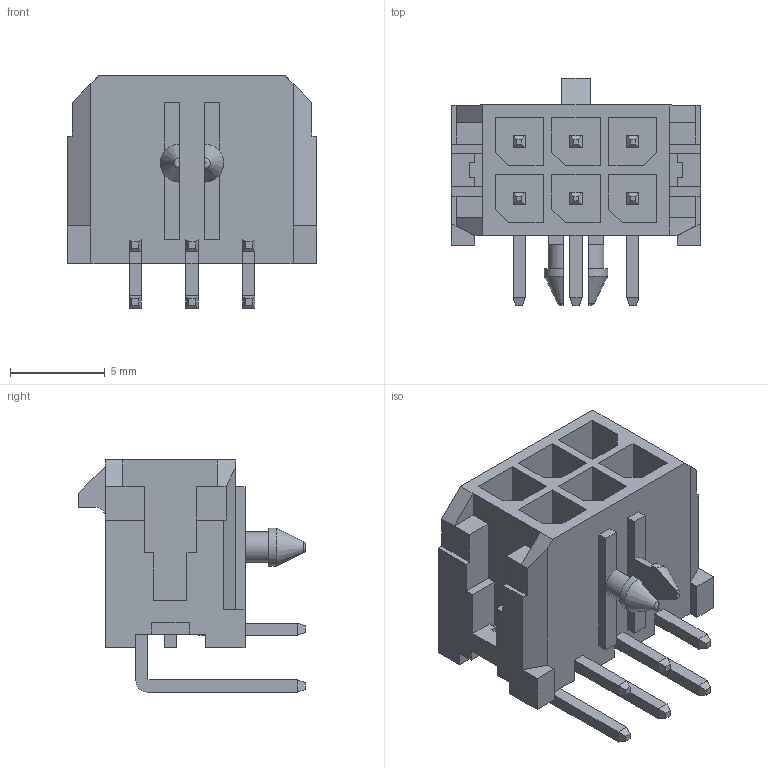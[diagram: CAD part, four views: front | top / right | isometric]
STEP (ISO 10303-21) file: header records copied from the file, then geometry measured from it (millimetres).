
FILE_DESCRIPTION (( 'STEP AP214' ), '1' );
FILE_NAME ('MicroFit-2x3R-molex43045-0600.STEP', '2019-12-27T11:14:20', ( 'Elessar' ), ( '' ), 'SwSTEP 2.0', 'SolidWorks 2018', '' );
FILE_SCHEMA (( 'AUTOMOTIVE_DESIGN' ));
Length unit declared in the file: millimetre
Products named in the file (1): MicroFit-2x3R-molex43045-0600
Bounding box: 13.15 x 11.95 x 12.24 mm (x, y, z)
Volume: 564.5 mm3; surface area: 1270.3 mm2
Topology: 1 solids, 1 shells, 331 faces, 844 edges, 528 vertices
Faces by surface type: plane 319, cylinder 8, bspline 2, cone 2
Entity records: 13390 total; most frequent: CARTESIAN_POINT 1765, ORIENTED_EDGE 1684, DIRECTION 1526, EDGE_CURVE 842, LINE 818, VECTOR 818, VERTEX_POINT 528, AXIS2_PLACEMENT_3D 354
